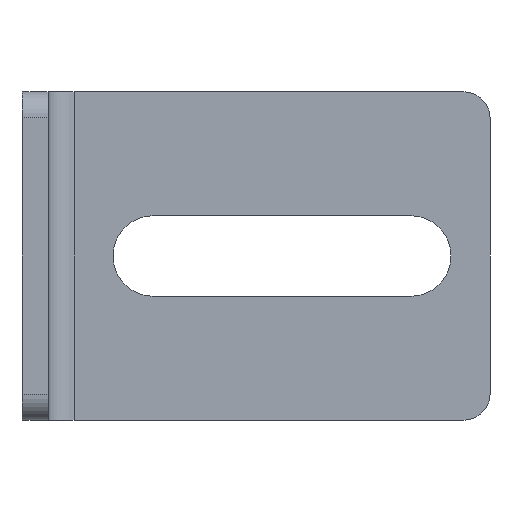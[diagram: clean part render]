
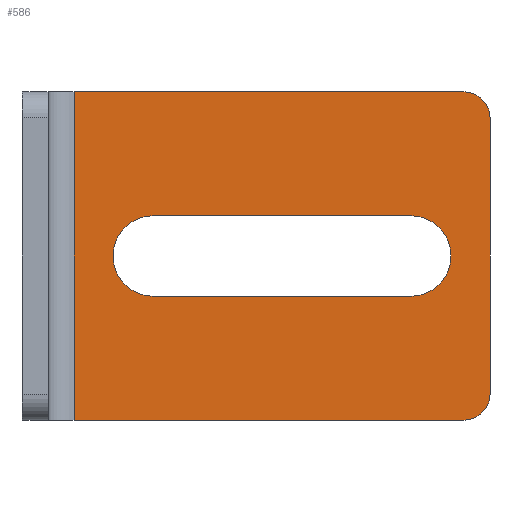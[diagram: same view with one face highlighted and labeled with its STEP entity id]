
A CAD part, left-side view. The second image highlights one B-rep face of the part: STEP entity #586.
In plain terms, the highlighted planar face has unit normal (-1, 0, 0).
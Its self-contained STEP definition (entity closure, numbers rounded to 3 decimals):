
#9 = VERTEX_POINT ( 'NONE', #794 ) ;
#19 = DIRECTION ( 'NONE',  ( 0., -1., 0. ) ) ;
#20 = ORIENTED_EDGE ( 'NONE', *, *, #301, .F. ) ;
#25 = EDGE_CURVE ( 'NONE', #243, #712, #408, .T. ) ;
#30 = DIRECTION ( 'NONE',  ( 0., 0., -1. ) ) ;
#31 = CIRCLE ( 'NONE', #602, 3.1 ) ;
#40 = EDGE_LOOP ( 'NONE', ( #77, #576, #681, #730, #349, #360 ) ) ;
#45 = VERTEX_POINT ( 'NONE', #382 ) ;
#58 = AXIS2_PLACEMENT_3D ( 'NONE', #89, #516, #19 ) ;
#64 = VERTEX_POINT ( 'NONE', #538 ) ;
#77 = ORIENTED_EDGE ( 'NONE', *, *, #340, .F. ) ;
#84 = ORIENTED_EDGE ( 'NONE', *, *, #811, .F. ) ;
#89 = CARTESIAN_POINT ( 'NONE',  ( -2., 0., 64.81 ) ) ;
#91 = LINE ( 'NONE', #512, #754 ) ;
#93 = EDGE_CURVE ( 'NONE', #64, #527, #841, .T. ) ;
#98 = FACE_OUTER_BOUND ( 'NONE', #40, .T. ) ;
#105 = CARTESIAN_POINT ( 'NONE',  ( -2., -36., 2. ) ) ;
#113 = DIRECTION ( 'NONE',  ( -1., 0., 0. ) ) ;
#114 = EDGE_CURVE ( 'NONE', #456, #243, #206, .T. ) ;
#127 = AXIS2_PLACEMENT_3D ( 'NONE', #613, #835, #223 ) ;
#156 = DIRECTION ( 'NONE',  ( 0., -1., 0. ) ) ;
#179 = ORIENTED_EDGE ( 'NONE', *, *, #25, .F. ) ;
#201 = VECTOR ( 'NONE', #30, 1000. ) ;
#206 = LINE ( 'NONE', #568, #321 ) ;
#218 = CARTESIAN_POINT ( 'NONE',  ( -2., -36., 64.81 ) ) ;
#223 = DIRECTION ( 'NONE',  ( 0., -1., 0. ) ) ;
#225 = VERTEX_POINT ( 'NONE', #855 ) ;
#227 = VERTEX_POINT ( 'NONE', #700 ) ;
#243 = VERTEX_POINT ( 'NONE', #578 ) ;
#244 = EDGE_CURVE ( 'NONE', #227, #274, #677, .T. ) ;
#273 = DIRECTION ( 'NONE',  ( 0., -1., 0. ) ) ;
#274 = VERTEX_POINT ( 'NONE', #105 ) ;
#283 = PLANE ( 'NONE',  #58 ) ;
#291 = AXIS2_PLACEMENT_3D ( 'NONE', #581, #786, #156 ) ;
#301 = EDGE_CURVE ( 'NONE', #712, #225, #91, .T. ) ;
#307 = DIRECTION ( 'NONE',  ( -1., 0., 0. ) ) ;
#321 = VECTOR ( 'NONE', #625, 1000. ) ;
#327 = DIRECTION ( 'NONE',  ( 0., -1., 0. ) ) ;
#340 = EDGE_CURVE ( 'NONE', #227, #45, #651, .T. ) ;
#345 = CARTESIAN_POINT ( 'NONE',  ( -2., -34., 25.25 ) ) ;
#349 = ORIENTED_EDGE ( 'NONE', *, *, #467, .F. ) ;
#351 = VECTOR ( 'NONE', #489, 1000. ) ;
#360 = ORIENTED_EDGE ( 'NONE', *, *, #655, .T. ) ;
#369 = DIRECTION ( 'NONE',  ( 0., -1., 0. ) ) ;
#373 = DIRECTION ( 'NONE',  ( -1., 0., 0. ) ) ;
#382 = CARTESIAN_POINT ( 'NONE',  ( -2., -4., 0. ) ) ;
#392 = CARTESIAN_POINT ( 'NONE',  ( -2., -29.9, 12.625 ) ) ;
#399 = CIRCLE ( 'NONE', #816, 3.1 ) ;
#408 = CIRCLE ( 'NONE', #514, 3.1 ) ;
#418 = EDGE_LOOP ( 'NONE', ( #84, #20, #179, #526, #615 ) ) ;
#440 = VECTOR ( 'NONE', #273, 1000. ) ;
#456 = VERTEX_POINT ( 'NONE', #673 ) ;
#467 = EDGE_CURVE ( 'NONE', #480, #527, #755, .T. ) ;
#478 = CARTESIAN_POINT ( 'NONE',  ( -2., -4., 25.25 ) ) ;
#480 = VERTEX_POINT ( 'NONE', #478 ) ;
#489 = DIRECTION ( 'NONE',  ( 0., 0., -1. ) ) ;
#512 = CARTESIAN_POINT ( 'NONE',  ( -2., -29.9, 9.525 ) ) ;
#514 = AXIS2_PLACEMENT_3D ( 'NONE', #669, #113, #327 ) ;
#516 = DIRECTION ( 'NONE',  ( -1., 0., 0. ) ) ;
#524 = EDGE_CURVE ( 'NONE', #64, #274, #829, .T. ) ;
#526 = ORIENTED_EDGE ( 'NONE', *, *, #114, .F. ) ;
#527 = VERTEX_POINT ( 'NONE', #345 ) ;
#538 = CARTESIAN_POINT ( 'NONE',  ( -2., -36., 23.25 ) ) ;
#568 = CARTESIAN_POINT ( 'NONE',  ( -2., -29.9, 15.725 ) ) ;
#576 = ORIENTED_EDGE ( 'NONE', *, *, #244, .T. ) ;
#578 = CARTESIAN_POINT ( 'NONE',  ( -2., -10.1, 15.725 ) ) ;
#581 = CARTESIAN_POINT ( 'NONE',  ( -2., -34., 2. ) ) ;
#586 = ADVANCED_FACE ( 'NONE', ( #629, #98 ), #283, .T. ) ;
#599 = VECTOR ( 'NONE', #807, 1000. ) ;
#602 = AXIS2_PLACEMENT_3D ( 'NONE', #392, #307, #806 ) ;
#613 = CARTESIAN_POINT ( 'NONE',  ( -2., -34., 23.25 ) ) ;
#615 = ORIENTED_EDGE ( 'NONE', *, *, #643, .F. ) ;
#623 = CARTESIAN_POINT ( 'NONE',  ( -2., -10.1, 9.525 ) ) ;
#625 = DIRECTION ( 'NONE',  ( 0., 1., 0. ) ) ;
#629 = FACE_BOUND ( 'NONE', #418, .T. ) ;
#643 = EDGE_CURVE ( 'NONE', #9, #456, #399, .T. ) ;
#651 = LINE ( 'NONE', #792, #599 ) ;
#655 = EDGE_CURVE ( 'NONE', #480, #45, #845, .T. ) ;
#669 = CARTESIAN_POINT ( 'NONE',  ( -2., -10.1, 12.625 ) ) ;
#673 = CARTESIAN_POINT ( 'NONE',  ( -2., -29.9, 15.725 ) ) ;
#677 = CIRCLE ( 'NONE', #291, 2. ) ;
#681 = ORIENTED_EDGE ( 'NONE', *, *, #524, .F. ) ;
#694 = CARTESIAN_POINT ( 'NONE',  ( -2., -29.9, 12.625 ) ) ;
#700 = CARTESIAN_POINT ( 'NONE',  ( -2., -34., 0. ) ) ;
#712 = VERTEX_POINT ( 'NONE', #623 ) ;
#730 = ORIENTED_EDGE ( 'NONE', *, *, #93, .T. ) ;
#754 = VECTOR ( 'NONE', #782, 1000. ) ;
#755 = LINE ( 'NONE', #759, #440 ) ;
#759 = CARTESIAN_POINT ( 'NONE',  ( -2., 0., 25.25 ) ) ;
#767 = CARTESIAN_POINT ( 'NONE',  ( -2., -4., 0. ) ) ;
#782 = DIRECTION ( 'NONE',  ( 0., -1., 0. ) ) ;
#786 = DIRECTION ( 'NONE',  ( -1., 0., 0. ) ) ;
#792 = CARTESIAN_POINT ( 'NONE',  ( -2., 0., 0. ) ) ;
#794 = CARTESIAN_POINT ( 'NONE',  ( -2., -33., 12.625 ) ) ;
#806 = DIRECTION ( 'NONE',  ( 0., -1., 0. ) ) ;
#807 = DIRECTION ( 'NONE',  ( 0., 1., 0. ) ) ;
#811 = EDGE_CURVE ( 'NONE', #225, #9, #31, .T. ) ;
#816 = AXIS2_PLACEMENT_3D ( 'NONE', #694, #373, #369 ) ;
#829 = LINE ( 'NONE', #218, #351 ) ;
#835 = DIRECTION ( 'NONE',  ( -1., 0., 0. ) ) ;
#841 = CIRCLE ( 'NONE', #127, 2. ) ;
#845 = LINE ( 'NONE', #767, #201 ) ;
#855 = CARTESIAN_POINT ( 'NONE',  ( -2., -29.9, 9.525 ) ) ;
